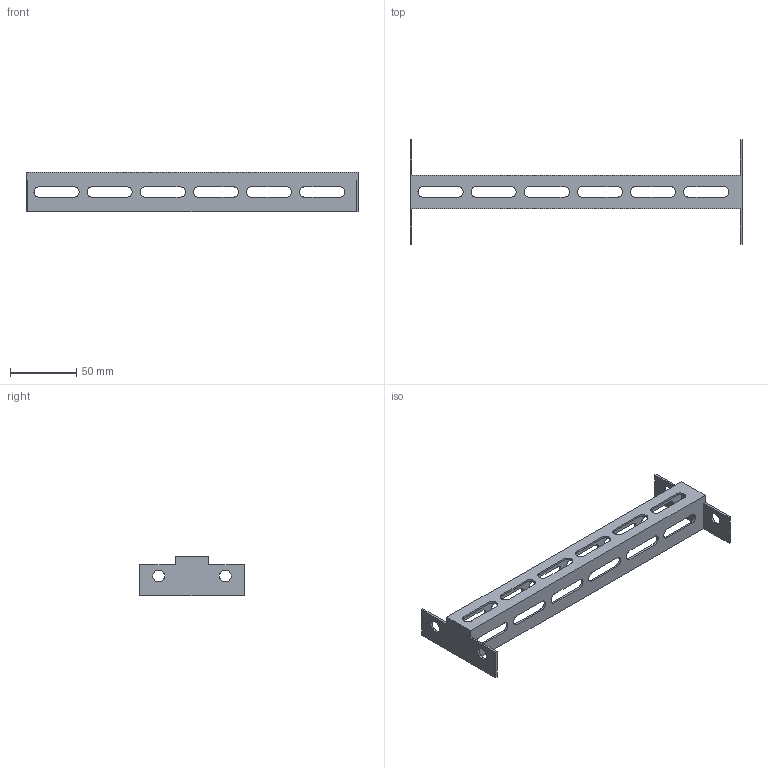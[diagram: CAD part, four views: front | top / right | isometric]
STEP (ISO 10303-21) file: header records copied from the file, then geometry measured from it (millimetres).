
FILE_DESCRIPTION (( 'STEP AP214' ), '1' );
FILE_NAME ('YKM30-RO-250 Ðåéêà îïîðíàÿ 250 (îöèíê), äëÿ ÊÑÐÌ (ê-ò 2 øò.).STEP', '2016-10-19T13:15:46', ( 'user' ), ( '' ), 'SwSTEP 2.0', 'SolidWorks 2014', '' );
FILE_SCHEMA (( 'AUTOMOTIVE_DESIGN' ));
Length unit declared in the file: millimetre
Products named in the file (1): YKM30-RO-250 Ðåéêà îïîðíàÿ 250 (îöèíê), äëÿ ÊÑÐÌ (ê-ò 2 øò.)
Bounding box: 250 x 79 x 30 mm (x, y, z)
Volume: 29083.1 mm3; surface area: 42178.7 mm2
Topology: 1 solids, 1 shells, 109 faces, 318 edges, 212 vertices
Faces by surface type: plane 59, cylinder 50
Entity records: 3754 total; most frequent: CARTESIAN_POINT 640, DIRECTION 638, ORIENTED_EDGE 636, EDGE_CURVE 318, LINE 218, VECTOR 218, VERTEX_POINT 212, AXIS2_PLACEMENT_3D 210
